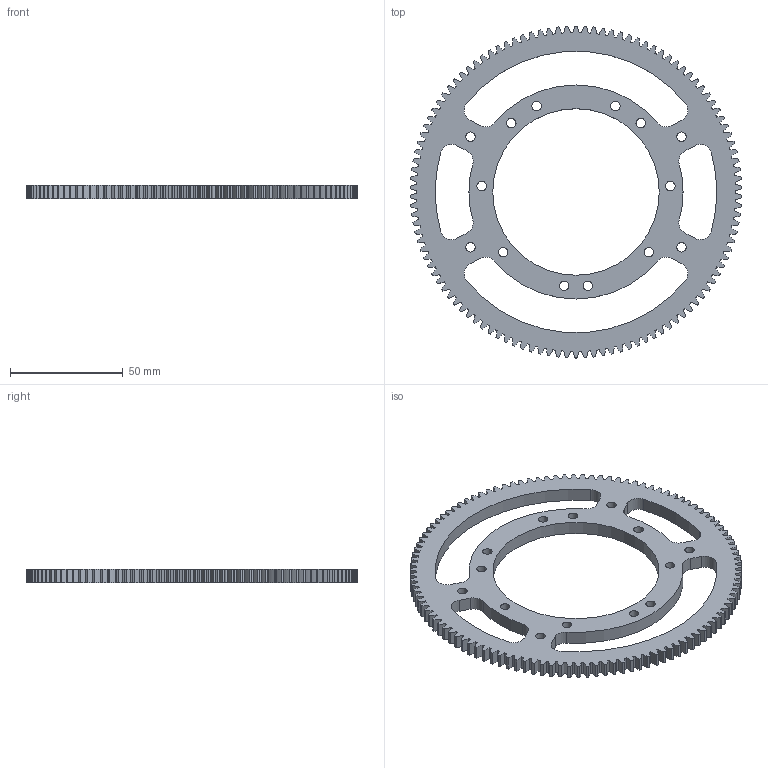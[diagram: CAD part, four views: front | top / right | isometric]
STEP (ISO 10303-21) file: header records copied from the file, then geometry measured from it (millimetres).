
FILE_DESCRIPTION(/* description */ ('STEP AP242','CAx-IF Rec.Pracs.---Representation and Presentation of Product Manufacturing Information (PMI)---4.0---2014-10-13','CAx-IF Rec.Pracs.---3D Tessellated Geometry---0.4---2014-09-14','2;1'),/* implementation_level */ '2;1');
FILE_NAME(/* name */ '667f4a30aef2f634528ed1cb',/* time_stamp */ '2024-06-28T23:41:37Z',/* author */ (''),/* organization */ (''),/* preprocessor_version */ 'ST-DEVELOPER v20',/* originating_system */ ' ',/* authorisation */ ' ');
FILE_SCHEMA (('AP242_MANAGED_MODEL_BASED_3D_ENGINEERING_MIM_LF { 1 0 10303 442 1 1 4 }'));
Length unit declared in the file: metre
Products named in the file (1): Spur Gear11
Bounding box: 147.29 x 147.32 x 6 mm (x, y, z)
Volume: 45635.4 mm3; surface area: 27267.3 mm2
Topology: 1 solids, 1 shells, 505 faces, 1509 edges, 1006 vertices
Faces by surface type: cylinder 495, plane 10
Full cylindrical faces by diameter (mm): 4.2 x14, 73.9 x1
Entity records: 17636 total; most frequent: DIRECTION 3496, CARTESIAN_POINT 3006, ORIENTED_EDGE 2988, AXIS2_PLACEMENT_3D 1496, EDGE_CURVE 1494, VERTEX_POINT 1006, CIRCLE 990, EDGE_LOOP 558
